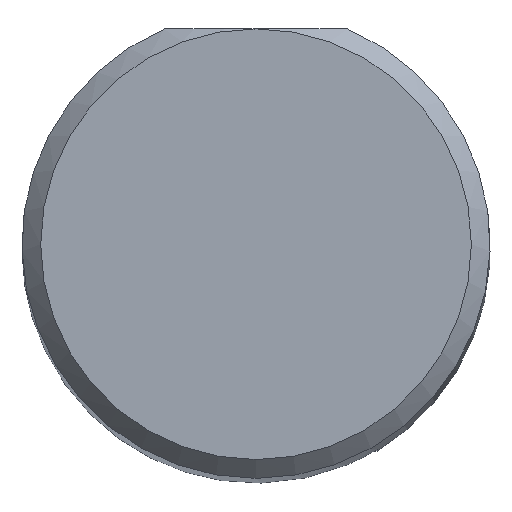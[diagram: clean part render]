
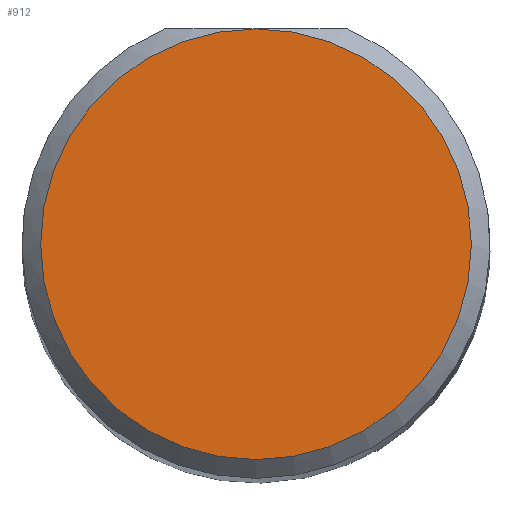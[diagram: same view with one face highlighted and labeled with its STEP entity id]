
A CAD part, top view. The second image highlights one B-rep face of the part: STEP entity #912.
In plain terms, the highlighted planar face has unit normal (0, 0, 1).
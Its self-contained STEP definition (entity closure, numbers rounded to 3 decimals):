
#123 = FACE_OUTER_BOUND ( 'NONE', #881, .T. ) ;
#161 = DIRECTION ( 'NONE',  ( 0., 0., -1. ) ) ;
#188 = ORIENTED_EDGE ( 'NONE', *, *, #723, .F. ) ;
#295 = AXIS2_PLACEMENT_3D ( 'NONE', #620, #161, #692 ) ;
#335 = DIRECTION ( 'NONE',  ( 1., 0., 0. ) ) ;
#520 = VERTEX_POINT ( 'NONE', #606 ) ;
#554 = AXIS2_PLACEMENT_3D ( 'NONE', #952, #763, #335 ) ;
#606 = CARTESIAN_POINT ( 'NONE',  ( 0., 11.5, 0. ) ) ;
#620 = CARTESIAN_POINT ( 'NONE',  ( 0., 0., 0. ) ) ;
#692 = DIRECTION ( 'NONE',  ( -1., 0., 0. ) ) ;
#696 = PLANE ( 'NONE',  #554 ) ;
#723 = EDGE_CURVE ( 'NONE', #520, #520, #747, .T. ) ;
#747 = CIRCLE ( 'NONE', #295, 11.5 ) ;
#763 = DIRECTION ( 'NONE',  ( 0., 0., 1. ) ) ;
#881 = EDGE_LOOP ( 'NONE', ( #188 ) ) ;
#912 = ADVANCED_FACE ( 'NONE', ( #123 ), #696, .T. ) ;
#952 = CARTESIAN_POINT ( 'NONE',  ( 0., 0., 0. ) ) ;
